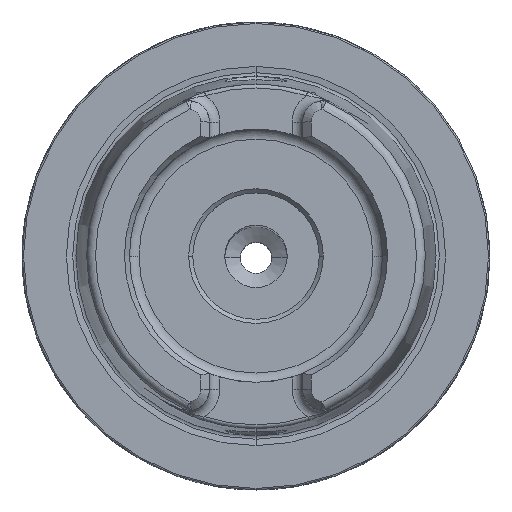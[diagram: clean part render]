
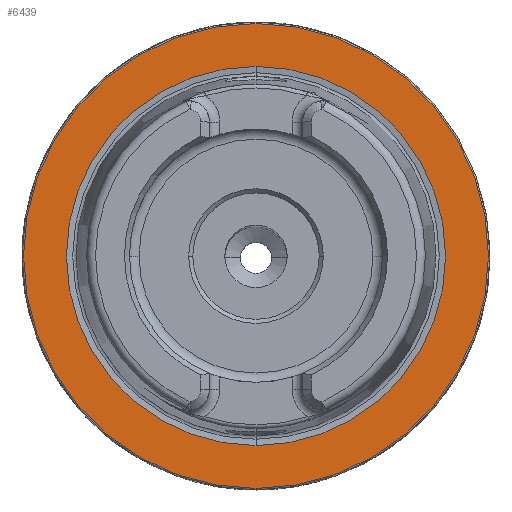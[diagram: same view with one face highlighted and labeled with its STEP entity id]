
A CAD part, top view. The second image highlights one B-rep face of the part: STEP entity #6439.
In plain terms, the highlighted planar face has unit normal (0, 0, 1).
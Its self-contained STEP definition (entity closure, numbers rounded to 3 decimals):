
#381 = CIRCLE ( 'NONE', #3623, 31.27 ) ;
#718 = CARTESIAN_POINT ( 'NONE',  ( 0., -25.5, 0. ) ) ;
#994 = EDGE_CURVE ( 'NONE', #1590, #2687, #7124, .T. ) ;
#1051 = VERTEX_POINT ( 'NONE', #6508 ) ;
#1549 = CARTESIAN_POINT ( 'NONE',  ( 0., 0., 0. ) ) ;
#1590 = VERTEX_POINT ( 'NONE', #1679 ) ;
#1679 = CARTESIAN_POINT ( 'NONE',  ( 0., 25.5, 0. ) ) ;
#1897 = DIRECTION ( 'NONE',  ( 0., 0., -1. ) ) ;
#2038 = ORIENTED_EDGE ( 'NONE', *, *, #994, .T. ) ;
#2248 = CIRCLE ( 'NONE', #10198, 31.27 ) ;
#2687 = VERTEX_POINT ( 'NONE', #718 ) ;
#2691 = EDGE_CURVE ( 'NONE', #3776, #1051, #2248, .T. ) ;
#3332 = DIRECTION ( 'NONE',  ( 0., 0., 1. ) ) ;
#3623 = AXIS2_PLACEMENT_3D ( 'NONE', #4274, #10482, #5157 ) ;
#3776 = VERTEX_POINT ( 'NONE', #4212 ) ;
#4212 = CARTESIAN_POINT ( 'NONE',  ( 0., -31.27, 0. ) ) ;
#4274 = CARTESIAN_POINT ( 'NONE',  ( 0., 0., 0. ) ) ;
#4552 = EDGE_CURVE ( 'NONE', #1051, #3776, #381, .T. ) ;
#4591 = CIRCLE ( 'NONE', #5347, 25.5 ) ;
#4626 = AXIS2_PLACEMENT_3D ( 'NONE', #8609, #3332, #9517 ) ;
#4687 = EDGE_CURVE ( 'NONE', #2687, #1590, #4591, .T. ) ;
#5005 = PLANE ( 'NONE',  #4626 ) ;
#5157 = DIRECTION ( 'NONE',  ( 0., -1., 0. ) ) ;
#5347 = AXIS2_PLACEMENT_3D ( 'NONE', #7071, #1897, #7968 ) ;
#5360 = ORIENTED_EDGE ( 'NONE', *, *, #2691, .T. ) ;
#5804 = CARTESIAN_POINT ( 'NONE',  ( 0., 0., 0. ) ) ;
#5816 = DIRECTION ( 'NONE',  ( 0., 0., -1. ) ) ;
#5819 = DIRECTION ( 'NONE',  ( 0., 1., 0. ) ) ;
#6296 = FACE_OUTER_BOUND ( 'NONE', #6435, .T. ) ;
#6435 = EDGE_LOOP ( 'NONE', ( #5360, #7595 ) ) ;
#6439 = ADVANCED_FACE ( 'NONE', ( #6296, #8814 ), #5005, .T. ) ;
#6508 = CARTESIAN_POINT ( 'NONE',  ( 0., 31.27, 0. ) ) ;
#7067 = AXIS2_PLACEMENT_3D ( 'NONE', #5804, #5816, #5819 ) ;
#7071 = CARTESIAN_POINT ( 'NONE',  ( 0., 0., 0. ) ) ;
#7124 = CIRCLE ( 'NONE', #7067, 25.5 ) ;
#7595 = ORIENTED_EDGE ( 'NONE', *, *, #4552, .T. ) ;
#7908 = EDGE_LOOP ( 'NONE', ( #9826, #2038 ) ) ;
#7968 = DIRECTION ( 'NONE',  ( 0., 1., 0. ) ) ;
#8507 = DIRECTION ( 'NONE',  ( 0., 0., 1. ) ) ;
#8609 = CARTESIAN_POINT ( 'NONE',  ( 0., 31.47, 0. ) ) ;
#8814 = FACE_BOUND ( 'NONE', #7908, .T. ) ;
#9402 = DIRECTION ( 'NONE',  ( 0., -1., 0. ) ) ;
#9517 = DIRECTION ( 'NONE',  ( 0., -1., 0. ) ) ;
#9826 = ORIENTED_EDGE ( 'NONE', *, *, #4687, .T. ) ;
#10198 = AXIS2_PLACEMENT_3D ( 'NONE', #1549, #8507, #9402 ) ;
#10482 = DIRECTION ( 'NONE',  ( 0., 0., 1. ) ) ;
